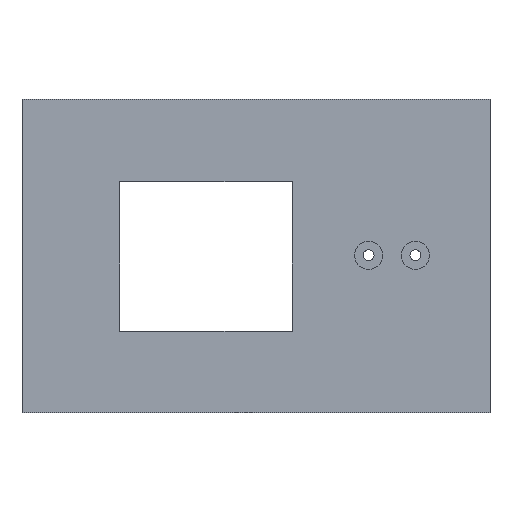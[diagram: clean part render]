
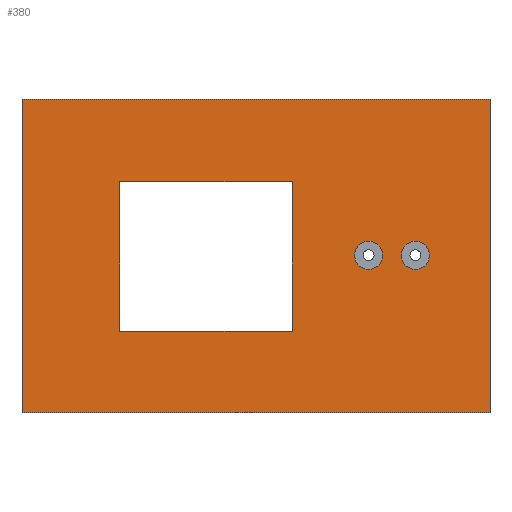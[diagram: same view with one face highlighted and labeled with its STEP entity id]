
A CAD part, front view. The second image highlights one B-rep face of the part: STEP entity #380.
In plain terms, the highlighted planar face has unit normal (0, -1, 0).
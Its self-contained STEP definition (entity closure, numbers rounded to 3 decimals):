
#25=FACE_BOUND('',#84,.T.);
#26=FACE_BOUND('',#85,.T.);
#27=FACE_BOUND('',#86,.T.);
#30=CIRCLE('',#407,4.5);
#33=CIRCLE('',#412,4.5);
#56=FACE_OUTER_BOUND('',#83,.T.);
#83=EDGE_LOOP('',(#333,#334,#335,#336));
#84=EDGE_LOOP('',(#337,#338,#339,#340));
#85=EDGE_LOOP('',(#341));
#86=EDGE_LOOP('',(#342));
#99=LINE('',#557,#139);
#103=LINE('',#565,#143);
#106=LINE('',#571,#146);
#109=LINE('',#576,#149);
#115=LINE('',#603,#155);
#119=LINE('',#611,#159);
#122=LINE('',#617,#162);
#125=LINE('',#622,#165);
#139=VECTOR('',#454,10.);
#143=VECTOR('',#460,10.);
#146=VECTOR('',#465,10.);
#149=VECTOR('',#470,10.);
#155=VECTOR('',#502,10.);
#159=VECTOR('',#508,10.);
#162=VECTOR('',#513,10.);
#165=VECTOR('',#518,10.);
#177=VERTEX_POINT('',#555);
#178=VERTEX_POINT('',#556);
#181=VERTEX_POINT('',#564);
#183=VERTEX_POINT('',#570);
#185=VERTEX_POINT('',#579);
#188=VERTEX_POINT('',#588);
#191=VERTEX_POINT('',#601);
#192=VERTEX_POINT('',#602);
#195=VERTEX_POINT('',#610);
#197=VERTEX_POINT('',#616);
#213=EDGE_CURVE('',#177,#178,#99,.T.);
#217=EDGE_CURVE('',#178,#181,#103,.T.);
#220=EDGE_CURVE('',#181,#183,#106,.T.);
#223=EDGE_CURVE('',#183,#177,#109,.T.);
#225=EDGE_CURVE('',#185,#185,#30,.T.);
#229=EDGE_CURVE('',#188,#188,#33,.T.);
#235=EDGE_CURVE('',#191,#192,#115,.T.);
#239=EDGE_CURVE('',#195,#191,#119,.T.);
#242=EDGE_CURVE('',#197,#195,#122,.T.);
#245=EDGE_CURVE('',#192,#197,#125,.T.);
#333=ORIENTED_EDGE('',*,*,#245,.F.);
#334=ORIENTED_EDGE('',*,*,#235,.F.);
#335=ORIENTED_EDGE('',*,*,#239,.F.);
#336=ORIENTED_EDGE('',*,*,#242,.F.);
#337=ORIENTED_EDGE('',*,*,#220,.T.);
#338=ORIENTED_EDGE('',*,*,#223,.T.);
#339=ORIENTED_EDGE('',*,*,#213,.T.);
#340=ORIENTED_EDGE('',*,*,#217,.T.);
#341=ORIENTED_EDGE('',*,*,#225,.T.);
#342=ORIENTED_EDGE('',*,*,#229,.T.);
#359=PLANE('',#423);
#380=ADVANCED_FACE('',(#56,#25,#26,#27),#359,.F.);
#407=AXIS2_PLACEMENT_3D('',#580,#474,#475);
#412=AXIS2_PLACEMENT_3D('',#589,#485,#486);
#423=AXIS2_PLACEMENT_3D('',#625,#522,#523);
#454=DIRECTION('',(0.,0.,-1.));
#460=DIRECTION('',(-1.,0.,0.));
#465=DIRECTION('',(0.,0.,1.));
#470=DIRECTION('',(1.,0.,0.));
#474=DIRECTION('center_axis',(0.,1.,0.));
#475=DIRECTION('ref_axis',(1.,0.,0.));
#485=DIRECTION('center_axis',(0.,1.,0.));
#486=DIRECTION('ref_axis',(1.,0.,0.));
#502=DIRECTION('',(-1.,0.,0.));
#508=DIRECTION('',(0.,0.,-1.));
#513=DIRECTION('',(1.,0.,0.));
#518=DIRECTION('',(0.,0.,1.));
#522=DIRECTION('center_axis',(0.,1.,0.));
#523=DIRECTION('ref_axis',(1.,0.,0.));
#555=CARTESIAN_POINT('',(-13.392,0.,23.605));
#556=CARTESIAN_POINT('',(-13.392,0.,-24.376));
#557=CARTESIAN_POINT('',(-13.392,0.,-12.306));
#564=CARTESIAN_POINT('',(-68.696,0.,-24.376));
#565=CARTESIAN_POINT('',(-46.848,0.,-24.376));
#570=CARTESIAN_POINT('',(-68.696,0.,23.605));
#571=CARTESIAN_POINT('',(-68.696,0.,11.684));
#576=CARTESIAN_POINT('',(-19.196,0.,23.605));
#579=CARTESIAN_POINT('',(6.588,0.,0.));
#580=CARTESIAN_POINT('Origin',(11.088,0.,0.));
#588=CARTESIAN_POINT('',(21.588,0.,0.));
#589=CARTESIAN_POINT('Origin',(26.088,0.,0.));
#601=CARTESIAN_POINT('',(50.,0.,-50.472));
#602=CARTESIAN_POINT('',(-100.,0.,-50.472));
#603=CARTESIAN_POINT('',(50.,0.,-50.472));
#610=CARTESIAN_POINT('',(50.,0.,50.));
#611=CARTESIAN_POINT('',(50.,0.,50.));
#616=CARTESIAN_POINT('',(-100.,0.,50.));
#617=CARTESIAN_POINT('',(-100.,0.,50.));
#622=CARTESIAN_POINT('',(-100.,0.,-50.472));
#625=CARTESIAN_POINT('Origin',(-25.,0.,-0.236));
